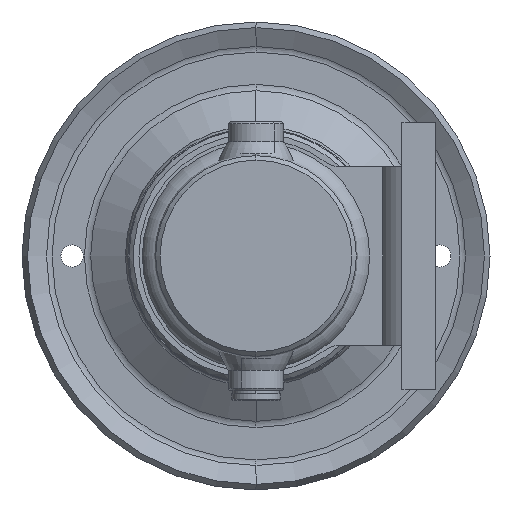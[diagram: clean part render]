
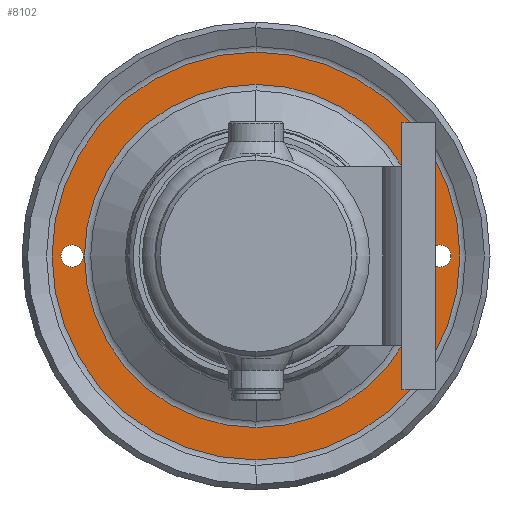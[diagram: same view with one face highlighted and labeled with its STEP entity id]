
A CAD part, left-side view. The second image highlights one B-rep face of the part: STEP entity #8102.
In plain terms, the highlighted planar face has unit normal (-1, 0, 0).
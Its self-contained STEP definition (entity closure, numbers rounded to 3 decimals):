
#3 = EDGE_CURVE ( 'NONE', #7556, #3324, #3705, .T. ) ;
#60 = AXIS2_PLACEMENT_3D ( 'NONE', #6265, #2479, #6892 ) ;
#192 = CARTESIAN_POINT ( 'NONE',  ( 816.001, 77., 0. ) ) ;
#346 = CARTESIAN_POINT ( 'NONE',  ( 816.001, 82.5, -5. ) ) ;
#673 = CARTESIAN_POINT ( 'NONE',  ( 816.001, 0., 0. ) ) ;
#701 = ORIENTED_EDGE ( 'NONE', *, *, #1951, .F. ) ;
#766 = FACE_BOUND ( 'NONE', #4306, .T. ) ;
#932 = CIRCLE ( 'NONE', #3691, 5. ) ;
#1047 = CARTESIAN_POINT ( 'NONE',  ( 816.001, 0., 0. ) ) ;
#1169 = DIRECTION ( 'NONE',  ( 0., 0., 1. ) ) ;
#1199 = EDGE_CURVE ( 'NONE', #3649, #4344, #932, .T. ) ;
#1214 = AXIS2_PLACEMENT_3D ( 'NONE', #1047, #4073, #1169 ) ;
#1270 = CIRCLE ( 'NONE', #6402, 91.5 ) ;
#1335 = ORIENTED_EDGE ( 'NONE', *, *, #6588, .F. ) ;
#1632 = CARTESIAN_POINT ( 'NONE',  ( 816.001, 0., 0. ) ) ;
#1729 = DIRECTION ( 'NONE',  ( 0., 0., 1. ) ) ;
#1841 = CARTESIAN_POINT ( 'NONE',  ( 816.001, 82.5, 5. ) ) ;
#1883 = EDGE_LOOP ( 'NONE', ( #7181, #701 ) ) ;
#1951 = EDGE_CURVE ( 'NONE', #4308, #2246, #2409, .T. ) ;
#1952 = ORIENTED_EDGE ( 'NONE', *, *, #4736, .F. ) ;
#2037 = FACE_OUTER_BOUND ( 'NONE', #8150, .T. ) ;
#2099 = DIRECTION ( 'NONE',  ( 1., 0., 0. ) ) ;
#2246 = VERTEX_POINT ( 'NONE', #4158 ) ;
#2275 = DIRECTION ( 'NONE',  ( 0., 0., 1. ) ) ;
#2298 = CARTESIAN_POINT ( 'NONE',  ( 816.001, 82.5, 0. ) ) ;
#2409 = CIRCLE ( 'NONE', #1214, 77. ) ;
#2462 = CIRCLE ( 'NONE', #60, 5. ) ;
#2479 = DIRECTION ( 'NONE',  ( -1., 0., 0. ) ) ;
#2844 = EDGE_CURVE ( 'NONE', #4814, #3238, #4609, .T. ) ;
#2901 = DIRECTION ( 'NONE',  ( -1., 0., 0. ) ) ;
#3238 = VERTEX_POINT ( 'NONE', #4981 ) ;
#3324 = VERTEX_POINT ( 'NONE', #1841 ) ;
#3328 = PLANE ( 'NONE',  #7746 ) ;
#3519 = CARTESIAN_POINT ( 'NONE',  ( 816.001, -82.5, 5. ) ) ;
#3545 = AXIS2_PLACEMENT_3D ( 'NONE', #1632, #6055, #2275 ) ;
#3649 = VERTEX_POINT ( 'NONE', #3519 ) ;
#3691 = AXIS2_PLACEMENT_3D ( 'NONE', #4603, #4199, #4489 ) ;
#3705 = CIRCLE ( 'NONE', #6220, 5. ) ;
#4037 = AXIS2_PLACEMENT_3D ( 'NONE', #673, #5522, #1729 ) ;
#4073 = DIRECTION ( 'NONE',  ( -1., 0., 0. ) ) ;
#4145 = CIRCLE ( 'NONE', #6400, 5. ) ;
#4158 = CARTESIAN_POINT ( 'NONE',  ( 816.001, 0., 77. ) ) ;
#4199 = DIRECTION ( 'NONE',  ( -1., 0., 0. ) ) ;
#4306 = EDGE_LOOP ( 'NONE', ( #1952, #7498 ) ) ;
#4308 = VERTEX_POINT ( 'NONE', #4611 ) ;
#4344 = VERTEX_POINT ( 'NONE', #6813 ) ;
#4489 = DIRECTION ( 'NONE',  ( 0., 0., -1. ) ) ;
#4603 = CARTESIAN_POINT ( 'NONE',  ( 816.001, -82.5, 0. ) ) ;
#4609 = CIRCLE ( 'NONE', #4037, 91.5 ) ;
#4611 = CARTESIAN_POINT ( 'NONE',  ( 816.001, 0., -77. ) ) ;
#4697 = FACE_BOUND ( 'NONE', #4760, .T. ) ;
#4708 = DIRECTION ( 'NONE',  ( -1., 0., 0. ) ) ;
#4736 = EDGE_CURVE ( 'NONE', #3324, #7556, #4145, .T. ) ;
#4760 = EDGE_LOOP ( 'NONE', ( #5995, #1335 ) ) ;
#4814 = VERTEX_POINT ( 'NONE', #6565 ) ;
#4981 = CARTESIAN_POINT ( 'NONE',  ( 816.001, 0., -91.5 ) ) ;
#5083 = FACE_BOUND ( 'NONE', #1883, .T. ) ;
#5522 = DIRECTION ( 'NONE',  ( -1., 0., 0. ) ) ;
#5630 = DIRECTION ( 'NONE',  ( 0., 0., -1. ) ) ;
#5671 = CARTESIAN_POINT ( 'NONE',  ( 816.001, 82.5, 0. ) ) ;
#5995 = ORIENTED_EDGE ( 'NONE', *, *, #1199, .F. ) ;
#6055 = DIRECTION ( 'NONE',  ( -1., 0., 0. ) ) ;
#6220 = AXIS2_PLACEMENT_3D ( 'NONE', #2298, #7563, #5630 ) ;
#6265 = CARTESIAN_POINT ( 'NONE',  ( 816.001, -82.5, 0. ) ) ;
#6400 = AXIS2_PLACEMENT_3D ( 'NONE', #5671, #4708, #7598 ) ;
#6402 = AXIS2_PLACEMENT_3D ( 'NONE', #6675, #2901, #7304 ) ;
#6476 = ORIENTED_EDGE ( 'NONE', *, *, #2844, .T. ) ;
#6502 = DIRECTION ( 'NONE',  ( 0., 0., -1. ) ) ;
#6565 = CARTESIAN_POINT ( 'NONE',  ( 816.001, 0., 91.5 ) ) ;
#6588 = EDGE_CURVE ( 'NONE', #4344, #3649, #2462, .T. ) ;
#6675 = CARTESIAN_POINT ( 'NONE',  ( 816.001, 0., 0. ) ) ;
#6696 = CIRCLE ( 'NONE', #3545, 77. ) ;
#6811 = EDGE_CURVE ( 'NONE', #3238, #4814, #1270, .T. ) ;
#6813 = CARTESIAN_POINT ( 'NONE',  ( 816.001, -82.5, -5. ) ) ;
#6892 = DIRECTION ( 'NONE',  ( 0., 0., -1. ) ) ;
#7181 = ORIENTED_EDGE ( 'NONE', *, *, #7219, .F. ) ;
#7219 = EDGE_CURVE ( 'NONE', #2246, #4308, #6696, .T. ) ;
#7304 = DIRECTION ( 'NONE',  ( 0., 0., 1. ) ) ;
#7498 = ORIENTED_EDGE ( 'NONE', *, *, #3, .F. ) ;
#7556 = VERTEX_POINT ( 'NONE', #346 ) ;
#7563 = DIRECTION ( 'NONE',  ( -1., 0., 0. ) ) ;
#7598 = DIRECTION ( 'NONE',  ( 0., 0., -1. ) ) ;
#7746 = AXIS2_PLACEMENT_3D ( 'NONE', #192, #2099, #6502 ) ;
#7948 = ORIENTED_EDGE ( 'NONE', *, *, #6811, .T. ) ;
#8102 = ADVANCED_FACE ( 'NONE', ( #766, #5083, #2037, #4697 ), #3328, .F. ) ;
#8150 = EDGE_LOOP ( 'NONE', ( #6476, #7948 ) ) ;
